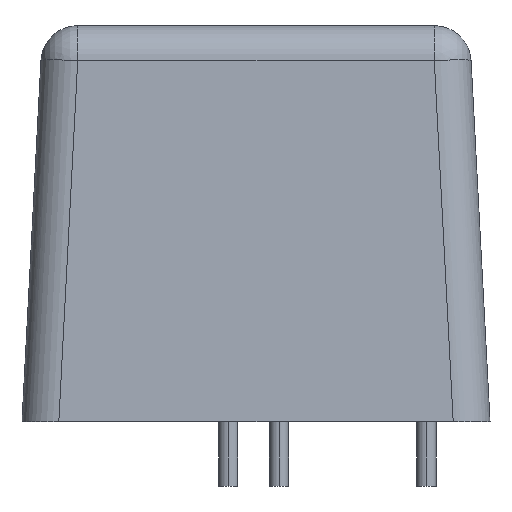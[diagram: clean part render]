
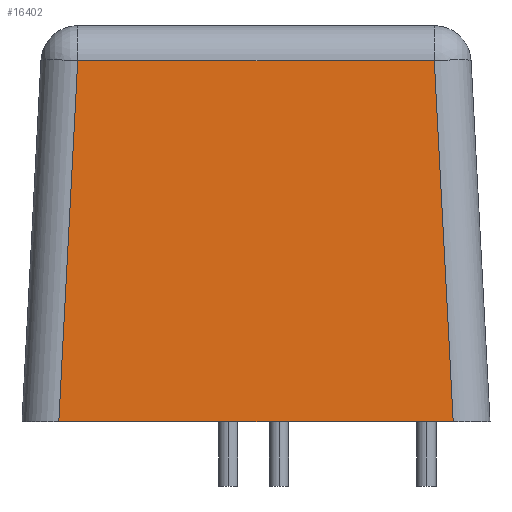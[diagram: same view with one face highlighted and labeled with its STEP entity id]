
A CAD part, left-side view. The second image highlights one B-rep face of the part: STEP entity #16402.
In plain terms, the highlighted planar face has unit normal (-0.999, 0, 0.052).
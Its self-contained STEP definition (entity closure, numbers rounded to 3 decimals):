
#205 = CARTESIAN_POINT ( 'NONE',  ( -22.855, 10.708, -0.104 ) ) ;
#402 = EDGE_LOOP ( 'NONE', ( #11392, #9978, #6259, #16651 ) ) ;
#1476 = DIRECTION ( 'NONE',  ( 0.052, 0.052, 0.997 ) ) ;
#1796 = CARTESIAN_POINT ( 'NONE',  ( -22.85, 12.7, 0. ) ) ;
#1971 = EDGE_CURVE ( 'NONE', #5532, #8820, #14565, .T. ) ;
#1984 = EDGE_CURVE ( 'NONE', #8820, #4161, #11927, .T. ) ;
#2826 = CARTESIAN_POINT ( 'NONE',  ( -21.823, 9.675, 19.605 ) ) ;
#2999 = VECTOR ( 'NONE', #1476, 1000. ) ;
#3456 = LINE ( 'NONE', #7045, #4837 ) ;
#4137 = CARTESIAN_POINT ( 'NONE',  ( -22.85, -10.703, 0. ) ) ;
#4161 = VERTEX_POINT ( 'NONE', #2826 ) ;
#4676 = VECTOR ( 'NONE', #10760, 1000. ) ;
#4837 = VECTOR ( 'NONE', #11171, 1000. ) ;
#5204 = VECTOR ( 'NONE', #13779, 1000. ) ;
#5532 = VERTEX_POINT ( 'NONE', #4137 ) ;
#5813 = CARTESIAN_POINT ( 'NONE',  ( -21.823, 11.573, 19.605 ) ) ;
#6259 = ORIENTED_EDGE ( 'NONE', *, *, #9481, .T. ) ;
#7045 = CARTESIAN_POINT ( 'NONE',  ( -22.85, 12.7, 0. ) ) ;
#7120 = EDGE_CURVE ( 'NONE', #4161, #14013, #14658, .T. ) ;
#8219 = AXIS2_PLACEMENT_3D ( 'NONE', #1796, #12075, #15849 ) ;
#8820 = VERTEX_POINT ( 'NONE', #14794 ) ;
#9481 = EDGE_CURVE ( 'NONE', #14013, #5532, #3456, .T. ) ;
#9573 = CARTESIAN_POINT ( 'NONE',  ( -22.85, 10.703, 0. ) ) ;
#9978 = ORIENTED_EDGE ( 'NONE', *, *, #7120, .T. ) ;
#10760 = DIRECTION ( 'NONE',  ( -0.052, 0.052, -0.997 ) ) ;
#11171 = DIRECTION ( 'NONE',  ( 0., -1., 0. ) ) ;
#11392 = ORIENTED_EDGE ( 'NONE', *, *, #1984, .T. ) ;
#11927 = LINE ( 'NONE', #5813, #5204 ) ;
#12075 = DIRECTION ( 'NONE',  ( -0.999, 0., 0.052 ) ) ;
#13516 = PLANE ( 'NONE',  #8219 ) ;
#13779 = DIRECTION ( 'NONE',  ( 0., 1., 0. ) ) ;
#14013 = VERTEX_POINT ( 'NONE', #9573 ) ;
#14565 = LINE ( 'NONE', #14644, #2999 ) ;
#14644 = CARTESIAN_POINT ( 'NONE',  ( -22.786, -10.639, 1.22 ) ) ;
#14658 = LINE ( 'NONE', #205, #4676 ) ;
#14794 = CARTESIAN_POINT ( 'NONE',  ( -21.823, -9.675, 19.605 ) ) ;
#14886 = FACE_OUTER_BOUND ( 'NONE', #402, .T. ) ;
#15849 = DIRECTION ( 'NONE',  ( 0.052, 0., 0.999 ) ) ;
#16402 = ADVANCED_FACE ( 'NONE', ( #14886 ), #13516, .T. ) ;
#16651 = ORIENTED_EDGE ( 'NONE', *, *, #1971, .T. ) ;
